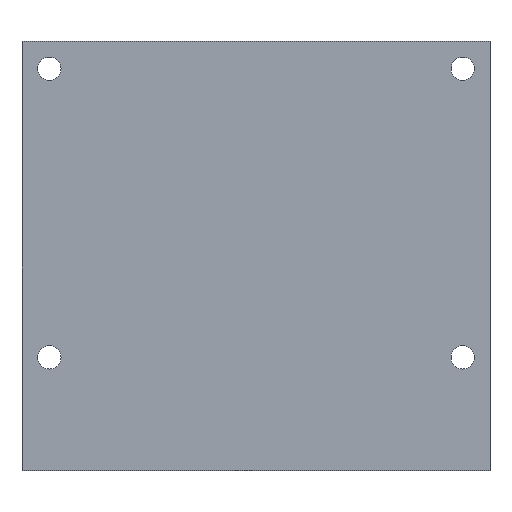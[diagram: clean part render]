
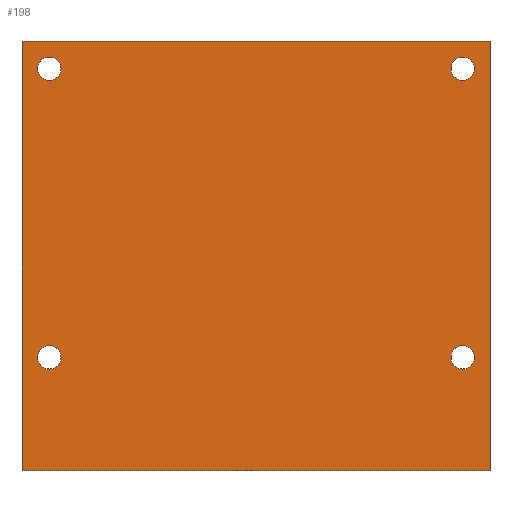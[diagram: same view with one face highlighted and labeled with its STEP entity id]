
A CAD part, top view. The second image highlights one B-rep face of the part: STEP entity #198.
In plain terms, the highlighted planar face has unit normal (0, 0, 1).
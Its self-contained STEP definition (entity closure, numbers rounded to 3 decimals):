
#19=FACE_BOUND('',#53,.T.);
#20=FACE_BOUND('',#54,.T.);
#21=FACE_BOUND('',#55,.T.);
#22=FACE_BOUND('',#56,.T.);
#28=PLANE('',#230);
#38=FACE_OUTER_BOUND('',#52,.T.);
#52=EDGE_LOOP('',(#177,#178,#179,#180));
#53=EDGE_LOOP('',(#181));
#54=EDGE_LOOP('',(#182));
#55=EDGE_LOOP('',(#183));
#56=EDGE_LOOP('',(#184));
#59=LINE('',#301,#75);
#65=LINE('',#321,#81);
#68=LINE('',#327,#84);
#71=LINE('',#332,#87);
#75=VECTOR('',#249,10.);
#81=VECTOR('',#269,10.);
#84=VECTOR('',#274,10.);
#87=VECTOR('',#279,10.);
#89=CIRCLE('',#214,1.5);
#91=CIRCLE('',#217,1.5);
#94=CIRCLE('',#222,1.5);
#96=CIRCLE('',#225,1.5);
#97=VERTEX_POINT('',#287);
#99=VERTEX_POINT('',#293);
#101=VERTEX_POINT('',#299);
#102=VERTEX_POINT('',#300);
#106=VERTEX_POINT('',#310);
#108=VERTEX_POINT('',#316);
#109=VERTEX_POINT('',#320);
#111=VERTEX_POINT('',#326);
#113=EDGE_CURVE('',#97,#97,#89,.T.);
#116=EDGE_CURVE('',#99,#99,#91,.T.);
#119=EDGE_CURVE('',#101,#102,#59,.T.);
#125=EDGE_CURVE('',#106,#106,#94,.T.);
#128=EDGE_CURVE('',#108,#108,#96,.T.);
#129=EDGE_CURVE('',#109,#102,#65,.T.);
#132=EDGE_CURVE('',#111,#101,#68,.T.);
#135=EDGE_CURVE('',#109,#111,#71,.T.);
#177=ORIENTED_EDGE('',*,*,#135,.F.);
#178=ORIENTED_EDGE('',*,*,#129,.T.);
#179=ORIENTED_EDGE('',*,*,#119,.F.);
#180=ORIENTED_EDGE('',*,*,#132,.F.);
#181=ORIENTED_EDGE('',*,*,#113,.T.);
#182=ORIENTED_EDGE('',*,*,#116,.T.);
#183=ORIENTED_EDGE('',*,*,#128,.F.);
#184=ORIENTED_EDGE('',*,*,#125,.F.);
#198=ADVANCED_FACE('',(#38,#19,#20,#21,#22),#28,.F.);
#214=AXIS2_PLACEMENT_3D('',#288,#235,#236);
#217=AXIS2_PLACEMENT_3D('',#294,#242,#243);
#222=AXIS2_PLACEMENT_3D('',#312,#258,#259);
#225=AXIS2_PLACEMENT_3D('',#318,#265,#266);
#230=AXIS2_PLACEMENT_3D('',#335,#283,#284);
#235=DIRECTION('center_axis',(0.,0.,-1.));
#236=DIRECTION('ref_axis',(1.,0.,0.));
#242=DIRECTION('center_axis',(0.,0.,-1.));
#243=DIRECTION('ref_axis',(1.,0.,0.));
#249=DIRECTION('',(-1.,0.,0.));
#258=DIRECTION('center_axis',(0.,0.,1.));
#259=DIRECTION('ref_axis',(1.,0.,0.));
#265=DIRECTION('center_axis',(0.,0.,1.));
#266=DIRECTION('ref_axis',(1.,0.,0.));
#269=DIRECTION('',(0.,-1.,0.));
#274=DIRECTION('',(0.,-1.,0.));
#279=DIRECTION('',(1.,0.,0.));
#283=DIRECTION('center_axis',(0.,0.,-1.));
#284=DIRECTION('ref_axis',(1.,0.,0.));
#287=CARTESIAN_POINT('',(25.,28.5,43.));
#288=CARTESIAN_POINT('Origin',(26.5,28.5,43.));
#293=CARTESIAN_POINT('',(-28.,28.5,43.));
#294=CARTESIAN_POINT('Origin',(-26.5,28.5,43.));
#299=CARTESIAN_POINT('',(30.,14.,43.));
#300=CARTESIAN_POINT('',(-30.,14.,43.));
#301=CARTESIAN_POINT('',(-30.,14.,43.));
#310=CARTESIAN_POINT('',(-28.,65.5,43.));
#312=CARTESIAN_POINT('Origin',(-26.5,65.5,43.));
#316=CARTESIAN_POINT('',(25.,65.5,43.));
#318=CARTESIAN_POINT('Origin',(26.5,65.5,43.));
#320=CARTESIAN_POINT('',(-30.,69.,43.));
#321=CARTESIAN_POINT('',(-30.,19.,43.));
#326=CARTESIAN_POINT('',(30.,69.,43.));
#327=CARTESIAN_POINT('',(30.,19.,43.));
#332=CARTESIAN_POINT('',(30.,69.,43.));
#335=CARTESIAN_POINT('Origin',(0.,44.,43.));
